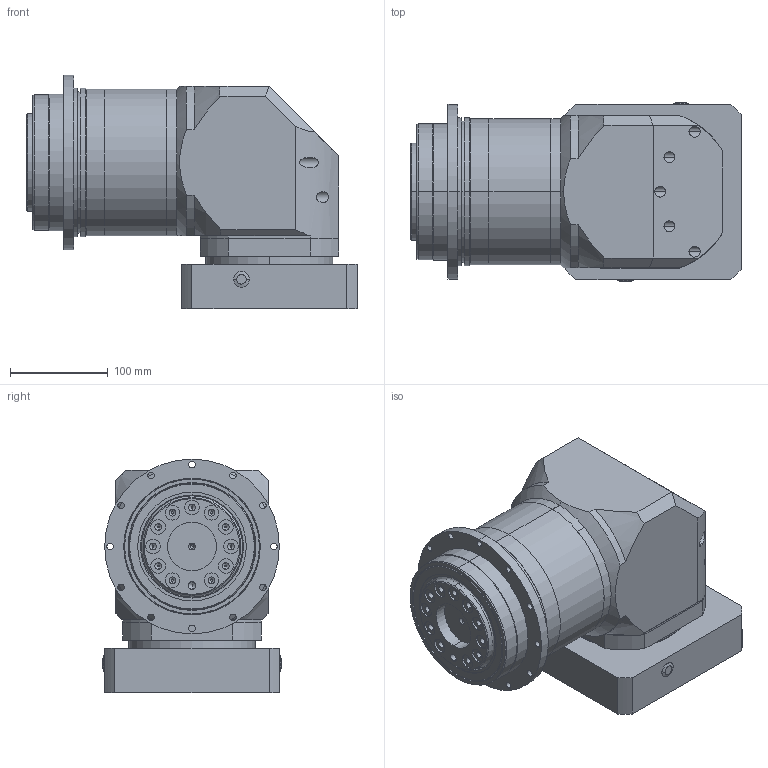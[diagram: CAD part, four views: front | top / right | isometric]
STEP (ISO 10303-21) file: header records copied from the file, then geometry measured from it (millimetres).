
FILE_DESCRIPTION (( 'STEP AP203' ), '1' );
FILE_NAME ('PGYZ140-L2-35-114.3-200-M12.STEP', '2020-05-13T02:38:00', ( 'ylmfeng' ), ( 'ylmfeng.com' ), 'SwSTEP 2.0', 'SolidWorks 2014', '' );
FILE_SCHEMA (( 'CONFIG_CONTROL_DESIGN' ));
Length unit declared in the file: millimetre
Products named in the file (1): PGYZ140-L2-35-114.3-200-M12
Bounding box: 338.5 x 183 x 239.5 mm (x, y, z)
Volume: 7463015.3 mm3; surface area: 599152.8 mm2
Topology: 35 solids, 36 shells, 916 faces, 2127 edges, 1340 vertices
Faces by surface type: plane 370, cylinder 331, cone 118, torus 69, bspline 28
Entity records: 28329 total; most frequent: CARTESIAN_POINT 7005, DIRECTION 4643, ORIENTED_EDGE 4198, EDGE_CURVE 2099, AXIS2_PLACEMENT_3D 1803, VERTEX_POINT 1340, EDGE_LOOP 1091, VECTOR 1037
